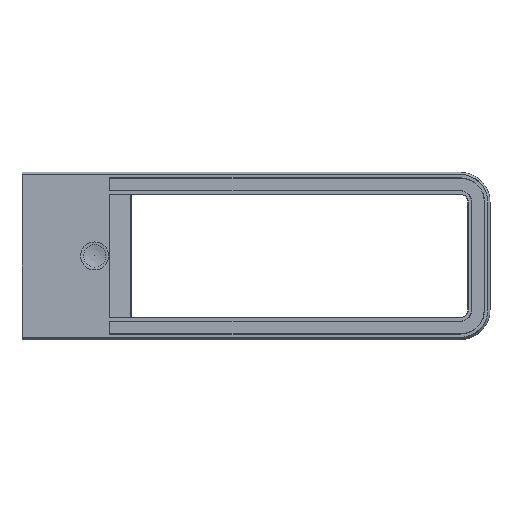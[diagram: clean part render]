
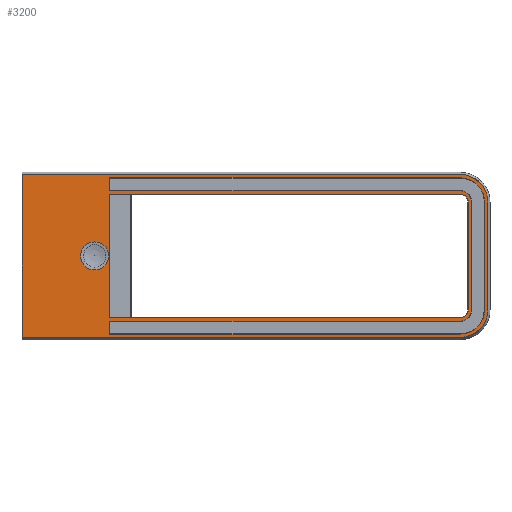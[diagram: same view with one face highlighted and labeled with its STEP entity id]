
A CAD part, top view. The second image highlights one B-rep face of the part: STEP entity #3200.
In plain terms, the highlighted planar face has unit normal (0, 0, 1).
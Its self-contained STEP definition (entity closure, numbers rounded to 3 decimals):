
#113=CIRCLE('',#3403,9.7);
#115=CIRCLE('',#3406,9.7);
#117=CIRCLE('',#3409,4.5);
#119=CIRCLE('',#3413,4.5);
#121=CIRCLE('',#3440,11.);
#123=CIRCLE('',#3443,11.);
#124=CIRCLE('',#3445,5.604);
#125=CIRCLE('',#3446,3.2);
#126=CIRCLE('',#3447,3.2);
#363=ORIENTED_EDGE('',*,*,#1261,.T.);
#364=ORIENTED_EDGE('',*,*,#1262,.F.);
#365=ORIENTED_EDGE('',*,*,#1263,.T.);
#366=ORIENTED_EDGE('',*,*,#1264,.T.);
#367=ORIENTED_EDGE('',*,*,#1265,.T.);
#368=ORIENTED_EDGE('',*,*,#1266,.T.);
#369=ORIENTED_EDGE('',*,*,#1267,.T.);
#370=ORIENTED_EDGE('',*,*,#1252,.F.);
#371=ORIENTED_EDGE('',*,*,#1260,.T.);
#372=ORIENTED_EDGE('',*,*,#1247,.F.);
#373=ORIENTED_EDGE('',*,*,#1268,.F.);
#374=ORIENTED_EDGE('',*,*,#1255,.F.);
#375=ORIENTED_EDGE('',*,*,#1258,.T.);
#376=ORIENTED_EDGE('',*,*,#1199,.F.);
#377=ORIENTED_EDGE('',*,*,#1196,.F.);
#378=ORIENTED_EDGE('',*,*,#1193,.F.);
#379=ORIENTED_EDGE('',*,*,#1135,.F.);
#380=ORIENTED_EDGE('',*,*,#1269,.F.);
#381=ORIENTED_EDGE('',*,*,#1094,.F.);
#382=ORIENTED_EDGE('',*,*,#1190,.F.);
#383=ORIENTED_EDGE('',*,*,#1186,.F.);
#384=ORIENTED_EDGE('',*,*,#1188,.F.);
#385=ORIENTED_EDGE('',*,*,#1105,.F.);
#386=ORIENTED_EDGE('',*,*,#1270,.F.);
#387=ORIENTED_EDGE('',*,*,#1271,.F.);
#1094=EDGE_CURVE('',#1563,#1564,#1871,.F.);
#1105=EDGE_CURVE('',#1574,#1570,#1882,.F.);
#1135=EDGE_CURVE('',#1601,#1599,#1912,.F.);
#1186=EDGE_CURVE('',#1645,#1643,#1959,.F.);
#1188=EDGE_CURVE('',#1570,#1645,#113,.F.);
#1190=EDGE_CURVE('',#1643,#1563,#115,.F.);
#1193=EDGE_CURVE('',#1599,#1647,#117,.T.);
#1196=EDGE_CURVE('',#1647,#1649,#1963,.F.);
#1199=EDGE_CURVE('',#1649,#1651,#119,.T.);
#1247=EDGE_CURVE('',#1680,#1681,#2004,.T.);
#1252=EDGE_CURVE('',#1685,#1682,#2009,.T.);
#1255=EDGE_CURVE('',#1688,#1689,#2012,.T.);
#1258=EDGE_CURVE('',#1688,#1682,#121,.F.);
#1260=EDGE_CURVE('',#1685,#1681,#123,.F.);
#1261=EDGE_CURVE('',#1690,#1690,#124,.T.);
#1262=EDGE_CURVE('',#1691,#1692,#2014,.T.);
#1263=EDGE_CURVE('',#1691,#1693,#2015,.T.);
#1264=EDGE_CURVE('',#1693,#1694,#125,.T.);
#1265=EDGE_CURVE('',#1694,#1695,#2016,.T.);
#1266=EDGE_CURVE('',#1695,#1696,#126,.T.);
#1267=EDGE_CURVE('',#1696,#1692,#2017,.T.);
#1268=EDGE_CURVE('',#1689,#1680,#2018,.T.);
#1269=EDGE_CURVE('',#1564,#1601,#2019,.T.);
#1270=EDGE_CURVE('',#1697,#1574,#2020,.T.);
#1271=EDGE_CURVE('',#1651,#1697,#2021,.F.);
#1563=VERTEX_POINT('',#4493);
#1564=VERTEX_POINT('',#4495);
#1570=VERTEX_POINT('',#4509);
#1574=VERTEX_POINT('',#4517);
#1599=VERTEX_POINT('',#4574);
#1601=VERTEX_POINT('',#4579);
#1643=VERTEX_POINT('',#4677);
#1645=VERTEX_POINT('',#4681);
#1647=VERTEX_POINT('',#4692);
#1649=VERTEX_POINT('',#4698);
#1651=VERTEX_POINT('',#4704);
#1680=VERTEX_POINT('',#4796);
#1681=VERTEX_POINT('',#4798);
#1682=VERTEX_POINT('',#4802);
#1685=VERTEX_POINT('',#4807);
#1688=VERTEX_POINT('',#4814);
#1689=VERTEX_POINT('',#4816);
#1690=VERTEX_POINT('',#4826);
#1691=VERTEX_POINT('',#4828);
#1692=VERTEX_POINT('',#4829);
#1693=VERTEX_POINT('',#4831);
#1694=VERTEX_POINT('',#4833);
#1695=VERTEX_POINT('',#4835);
#1696=VERTEX_POINT('',#4837);
#1697=VERTEX_POINT('',#4842);
#1871=LINE('',#4494,#2270);
#1882=LINE('',#4518,#2281);
#1912=LINE('',#4580,#2311);
#1959=LINE('',#4682,#2358);
#1963=LINE('',#4700,#2362);
#2004=LINE('',#4797,#2403);
#2009=LINE('',#4808,#2408);
#2012=LINE('',#4815,#2411);
#2014=LINE('',#4827,#2413);
#2015=LINE('',#4830,#2414);
#2016=LINE('',#4834,#2415);
#2017=LINE('',#4838,#2416);
#2018=LINE('',#4839,#2417);
#2019=LINE('',#4840,#2418);
#2020=LINE('',#4841,#2419);
#2021=LINE('',#4843,#2420);
#2270=VECTOR('',#3623,1000.);
#2281=VECTOR('',#3638,1000.);
#2311=VECTOR('',#3678,1000.);
#2358=VECTOR('',#3747,1000.);
#2362=VECTOR('',#3771,1000.);
#2403=VECTOR('',#3862,1000.);
#2408=VECTOR('',#3869,1000.);
#2411=VECTOR('',#3874,1000.);
#2413=VECTOR('',#3892,1000.);
#2414=VECTOR('',#3893,1000.);
#2415=VECTOR('',#3896,1000.);
#2416=VECTOR('',#3899,1000.);
#2417=VECTOR('',#3900,1000.);
#2418=VECTOR('',#3901,1000.);
#2419=VECTOR('',#3902,1000.);
#2420=VECTOR('',#3903,1000.);
#2705=EDGE_LOOP('',(#363));
#2706=EDGE_LOOP('',(#364,#365,#366,#367,#368,#369));
#2707=EDGE_LOOP('',(#370,#371,#372,#373,#374,#375));
#2708=EDGE_LOOP('',(#376,#377,#378,#379,#380,#381,#382,#383,#384,#385,#386,
#387));
#2886=FACE_BOUND('',#2705,.T.);
#2887=FACE_BOUND('',#2706,.T.);
#2888=FACE_BOUND('',#2707,.T.);
#2889=FACE_BOUND('',#2708,.T.);
#3056=PLANE('',#3444);
#3200=ADVANCED_FACE('',(#2886,#2887,#2888,#2889),#3056,.F.);
#3403=AXIS2_PLACEMENT_3D('',#4685,#3752,#3753);
#3406=AXIS2_PLACEMENT_3D('',#4688,#3758,#3759);
#3409=AXIS2_PLACEMENT_3D('',#4694,#3765,#3766);
#3413=AXIS2_PLACEMENT_3D('',#4706,#3777,#3778);
#3440=AXIS2_PLACEMENT_3D('',#4820,#3880,#3881);
#3443=AXIS2_PLACEMENT_3D('',#4823,#3886,#3887);
#3444=AXIS2_PLACEMENT_3D('',#4824,#3888,#3889);
#3445=AXIS2_PLACEMENT_3D('',#4825,#3890,#3891);
#3446=AXIS2_PLACEMENT_3D('',#4832,#3894,#3895);
#3447=AXIS2_PLACEMENT_3D('',#4836,#3897,#3898);
#3623=DIRECTION('',(1.,0.,0.));
#3638=DIRECTION('',(-1.,0.,0.));
#3678=DIRECTION('',(-1.,0.,0.));
#3747=DIRECTION('',(0.,-1.,0.));
#3752=DIRECTION('',(0.,0.,-1.));
#3753=DIRECTION('',(-1.,0.,0.));
#3758=DIRECTION('',(0.,0.,-1.));
#3759=DIRECTION('',(-1.,0.,0.));
#3765=DIRECTION('',(0.,0.,-1.));
#3766=DIRECTION('',(-1.,0.,0.));
#3771=DIRECTION('',(0.,1.,0.));
#3777=DIRECTION('',(0.,0.,-1.));
#3778=DIRECTION('',(-1.,0.,0.));
#3862=DIRECTION('',(1.,0.,0.));
#3869=DIRECTION('',(0.,-1.,0.));
#3874=DIRECTION('',(-1.,0.,0.));
#3880=DIRECTION('',(0.,0.,-1.));
#3881=DIRECTION('',(-1.,0.,0.));
#3886=DIRECTION('',(0.,0.,-1.));
#3887=DIRECTION('',(-1.,0.,0.));
#3888=DIRECTION('',(0.,0.,-1.));
#3889=DIRECTION('',(-1.,0.,0.));
#3890=DIRECTION('',(0.,0.,-1.));
#3891=DIRECTION('',(-1.,0.,0.));
#3892=DIRECTION('',(0.,-1.,0.));
#3893=DIRECTION('',(1.,0.,0.));
#3894=DIRECTION('',(0.,0.,-1.));
#3895=DIRECTION('',(-1.,0.,0.));
#3896=DIRECTION('',(0.,-1.,0.));
#3897=DIRECTION('',(0.,0.,-1.));
#3898=DIRECTION('',(1.,0.,0.));
#3899=DIRECTION('',(-1.,0.,0.));
#3900=DIRECTION('',(0.,1.,0.));
#3901=DIRECTION('',(0.,-1.,0.));
#3902=DIRECTION('',(0.,-1.,0.));
#3903=DIRECTION('',(1.,0.,0.));
#4493=CARTESIAN_POINT('',(175.,31.2,10.));
#4494=CARTESIAN_POINT('',(108.55,31.2,10.));
#4495=CARTESIAN_POINT('',(35.1,31.2,10.));
#4509=CARTESIAN_POINT('',(175.,-31.2,10.));
#4517=CARTESIAN_POINT('',(35.1,-31.2,10.));
#4518=CARTESIAN_POINT('',(108.55,-31.2,10.));
#4574=CARTESIAN_POINT('',(175.,26.,10.));
#4579=CARTESIAN_POINT('',(35.1,26.,10.));
#4580=CARTESIAN_POINT('',(106.375,26.,10.));
#4677=CARTESIAN_POINT('',(184.7,21.5,10.));
#4681=CARTESIAN_POINT('',(184.7,-21.5,10.));
#4682=CARTESIAN_POINT('',(184.7,0.,10.));
#4685=CARTESIAN_POINT('',(175.,-21.5,10.));
#4688=CARTESIAN_POINT('',(175.,21.5,10.));
#4692=CARTESIAN_POINT('',(179.5,21.5,10.));
#4694=CARTESIAN_POINT('',(175.,21.5,10.));
#4698=CARTESIAN_POINT('',(179.5,-21.5,10.));
#4700=CARTESIAN_POINT('',(179.5,0.,10.));
#4704=CARTESIAN_POINT('',(175.,-26.,10.));
#4706=CARTESIAN_POINT('',(175.,-21.5,10.));
#4796=CARTESIAN_POINT('',(0.,32.5,10.));
#4797=CARTESIAN_POINT('',(0.,32.5,10.));
#4798=CARTESIAN_POINT('',(175.,32.5,10.));
#4802=CARTESIAN_POINT('',(186.,-21.5,10.));
#4807=CARTESIAN_POINT('',(186.,21.5,10.));
#4808=CARTESIAN_POINT('',(186.,0.,10.));
#4814=CARTESIAN_POINT('',(175.,-32.5,10.));
#4815=CARTESIAN_POINT('',(0.,-32.5,10.));
#4816=CARTESIAN_POINT('',(0.,-32.5,10.));
#4820=CARTESIAN_POINT('',(175.,-21.5,10.));
#4823=CARTESIAN_POINT('',(175.,21.5,10.));
#4824=CARTESIAN_POINT('',(0.,0.,10.));
#4825=CARTESIAN_POINT('',(29.,0.,10.));
#4826=CARTESIAN_POINT('',(23.396,0.,10.));
#4827=CARTESIAN_POINT('',(35.1,24.7,10.));
#4828=CARTESIAN_POINT('',(35.1,24.7,10.));
#4829=CARTESIAN_POINT('',(35.1,-24.7,10.));
#4830=CARTESIAN_POINT('',(93.,24.7,10.));
#4831=CARTESIAN_POINT('',(175.,24.7,10.));
#4832=CARTESIAN_POINT('',(175.,21.5,10.));
#4833=CARTESIAN_POINT('',(178.2,21.5,10.));
#4834=CARTESIAN_POINT('',(178.2,0.,10.));
#4835=CARTESIAN_POINT('',(178.2,-21.5,10.));
#4836=CARTESIAN_POINT('',(175.,-21.5,10.));
#4837=CARTESIAN_POINT('',(175.,-24.7,10.));
#4838=CARTESIAN_POINT('',(93.,-24.7,10.));
#4839=CARTESIAN_POINT('',(0.,-32.5,10.));
#4840=CARTESIAN_POINT('',(35.1,0.,10.));
#4841=CARTESIAN_POINT('',(35.1,0.,10.));
#4842=CARTESIAN_POINT('',(35.1,-26.,10.));
#4843=CARTESIAN_POINT('',(106.375,-26.,10.));
